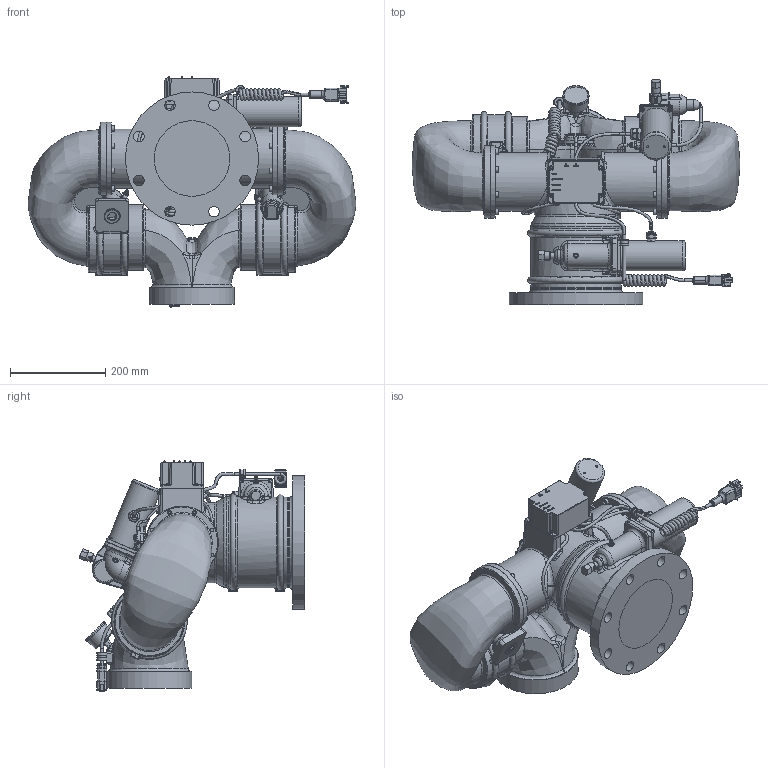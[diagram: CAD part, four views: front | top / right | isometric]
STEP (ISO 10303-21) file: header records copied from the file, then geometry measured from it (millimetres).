
FILE_DESCRIPTION (( 'STEP AP203' ), '1' );
FILE_NAME ('7600X2.STEP', '2019-12-02T16:00:40', ( '' ), ( '' ), 'SwSTEP 2.0', 'SolidWorks 2019', '' );
FILE_SCHEMA (( 'CONFIG_CONTROL_DESIGN' ));
Length unit declared in the file: inch
Products named in the file (1): 7600X2
Bounding box: 687.58 x 473.2 x 482.76 mm (x, y, z)
Surface area: 1337062.1 mm2 (no closed solid volume)
Topology: 0 solids, 204 shells, 1994 faces, 7825 edges, 5807 vertices
Faces by surface type: plane 685, bspline 506, cylinder 458, cone 166, torus 151, sphere 28
Full cylindrical faces by diameter (mm): 1.24 x1, 2.032 x3, 2.381 x2, 2.388 x4, 2.997 x6, 3.175 x1, 3.797 x4, 3.912 x2, 4.648 x2, 4.763 x5, 5 x2, 5.105 x1, 5.334 x4, 5.842 x1, 6.35 x8, 6.477 x1, 6.858 x12, 7.137 x1, 7.937 x21, 7.938 x6, 8.738 x1, 8.89 x1, 10.16 x1, 11.176 x1, 11.509 x2, 11.908 x16, 12.624 x1, 12.649 x1, 14.249 x1, 14.3 x1
Entity records: 134154 total; most frequent: CARTESIAN_POINT 77692, ORIENTED_EDGE 10773, DIRECTION 9841, EDGE_CURVE 7366, VERTEX_POINT 5684, AXIS2_PLACEMENT_3D 3485, VECTOR 2871, LINE 2871
